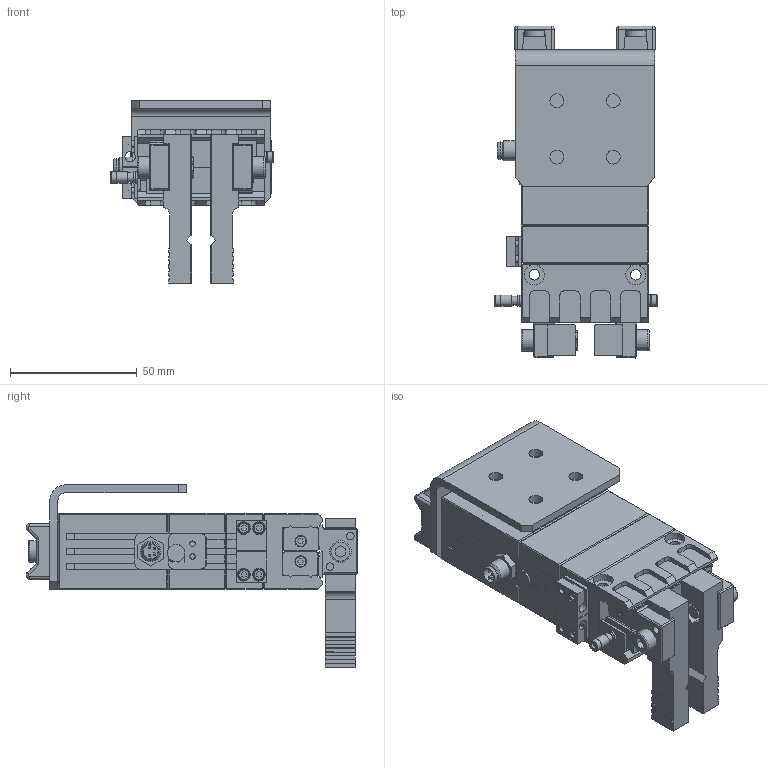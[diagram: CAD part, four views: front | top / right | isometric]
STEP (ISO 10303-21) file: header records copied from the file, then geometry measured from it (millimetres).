
FILE_DESCRIPTION(/* description */ ('Unknown'),/* implementation_level */ '2;1');
FILE_NAME(/* name */ 'GP8 Gripper',/* time_stamp */ '2024-06-24T13:26:26-04:00',/* author */ ('Unknown'),/* organization */ ('Unknown'),/* preprocessor_version */ 'ST-DEVELOPER v18.102',/* originating_system */ 'Solid Edge',/* authorisation */ 'Unknown');
FILE_SCHEMA (('AUTOMOTIVE_DESIGN {1 0 10303 214 3 1 1}'));
Length unit declared in the file: millimetre
Products named in the file (16): 186320-1_CELL_ASSY_STEM_GP8_EDUCART; 186322-1_BRACKET_GRIPPER_STEM_GP8_EDUCART; 186377-1_GRIPPER_PARALLEL_ELECTRIC_24VDC_EGP 50_N_N_B; 186377-1_SCHUNK_5521763_Gehaeuse_EGP 50; 186377-1_SCHUNK_9700901_Halter fuer_NHS Du 4; 186377-1_SCHUNK_5522650_Finger_EGP 50; 186377-1_SCHUNK_9962714_Bracket_MPG 50; 186377-1_SCHUNK_9965221_Scheibe_D4_5; 186377-1_SCHUNK_5510589_Huelse_MPG 50; 186377-1_SCHUNK_SNT016581_Stecker_EGP; 186377-1_SCHUNK_9905503_Typenschild_11x43x0_3; 479154-3_clamp_cable; 186622-1_FINGER_GRIPPER_EGP 50_GP8_EDUCART; 479296-6_SCREW_SHC_M5 X 16; 130429-3_NUT_HEX_M5; 479296-7_SCREW_SHC_M5 X 20
Assembly tree (29 placements, depth 3):
  186320-1_CELL_ASSY_STEM_GP8_EDUCART
    186322-1_BRACKET_GRIPPER_STEM_GP8_EDUCART
    186377-1_GRIPPER_PARALLEL_ELECTRIC_24VDC_EGP 50_N_N_B
      186377-1_SCHUNK_5521763_Gehaeuse_EGP 50
      186377-1_SCHUNK_9700901_Halter fuer_NHS Du 4  x2
      186377-1_SCHUNK_5522650_Finger_EGP 50  x2
      186377-1_SCHUNK_9962714_Bracket_MPG 50  x5
      186377-1_SCHUNK_9965221_Scheibe_D4_5  x3
      186377-1_SCHUNK_5510589_Huelse_MPG 50  x2
      186377-1_SCHUNK_SNT016581_Stecker_EGP
      186377-1_SCHUNK_9905503_Typenschild_11x43x0_3
    479154-3_clamp_cable  x2
    186622-1_FINGER_GRIPPER_EGP 50_GP8_EDUCART  x2
    479296-6_SCREW_SHC_M5 X 16  x2
    130429-3_NUT_HEX_M5  x2
    479296-7_SCREW_SHC_M5 X 20  x2
Bounding box: 64.2 x 130.98 x 71.98 mm (x, y, z)
Volume: 183066.9 mm3; surface area: 59610.7 mm2
Topology: 28 solids, 30 shells, 1886 faces, 5184 edges, 3423 vertices
Faces by surface type: plane 1532, cylinder 277, cone 48, torus 25, sphere 4
Full cylindrical faces by diameter (mm): 1 x4, 2.013 x12, 2.2 x2, 2.459 x2, 2.5 x8, 2.6 x3, 2.7 x2, 2.8 x8, 3 x4, 3.175 x2, 3.5 x2, 4.134 x8, 4.5 x22, 4.7 x4, 4.917 x2, 5 x10, 5.5 x6, 5.8 x1, 6.4 x1, 6.6 x2, 6.8 x2, 7.2 x1, 8 x7, 8.5 x4, 9.5 x2
Entity records: 56891 total; most frequent: CARTESIAN_POINT 8417, ORIENTED_EDGE 8108, DIRECTION 7495, EDGE_CURVE 4054, LINE 3663, VECTOR 3663, VERTEX_POINT 2758, AXIS2_PLACEMENT_3D 1916
